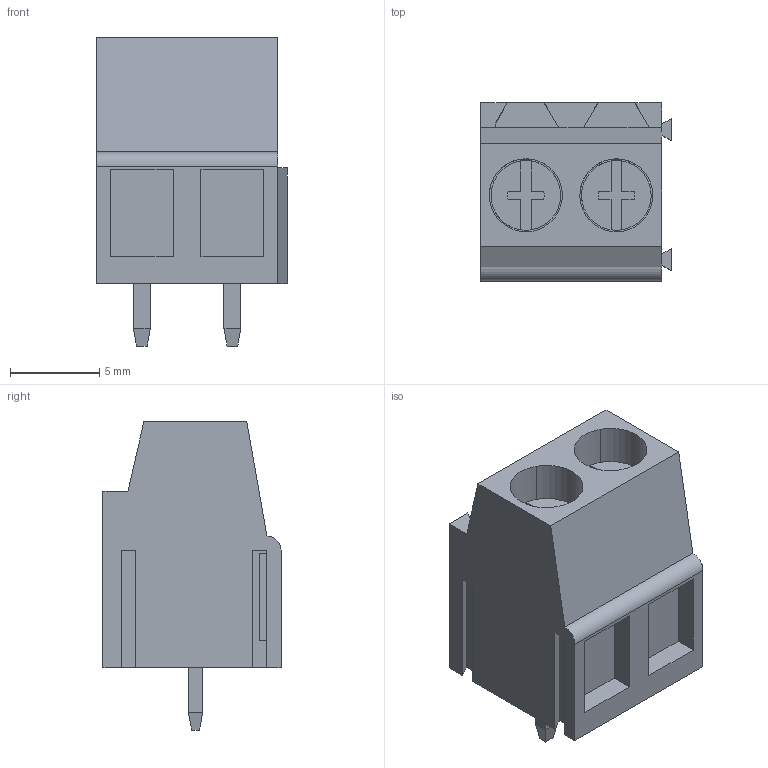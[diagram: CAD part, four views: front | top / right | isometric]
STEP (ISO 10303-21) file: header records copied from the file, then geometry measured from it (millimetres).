
FILE_DESCRIPTION(('CATIA V5 STEP Exchange','CAx-IF Rec.Pracs.--- Model Styling and Organization---1.2---2011-12-15'),'2;1');
FILE_NAME ('D1454806_0_1716080000_1716080000.stp','2018-03-30T10:10:23+00:00',('none'),('Weidmueller'),'CATIA Version 5-6 Release 2014','CATIA V5 STEP AP214','none');
FILE_SCHEMA(('AUTOMOTIVE_DESIGN { 1 0 10303 214 1 1 1 1 }'));
Length unit declared in the file: millimetre
Products named in the file (1): 1716080000
Bounding box: 10.71 x 10 x 17.3 mm (x, y, z)
Volume: 978.7 mm3; surface area: 1266.2 mm2
Topology: 5 solids, 5 shells, 189 faces, 505 edges, 334 vertices
Faces by surface type: plane 160, cylinder 29
Entity records: 5857 total; most frequent: CARTESIAN_POINT 1171, ORIENTED_EDGE 1010, DIRECTION 850, EDGE_CURVE 505, VECTOR 419, LINE 419, VERTEX_POINT 334, AXIS2_PLACEMENT_3D 242
